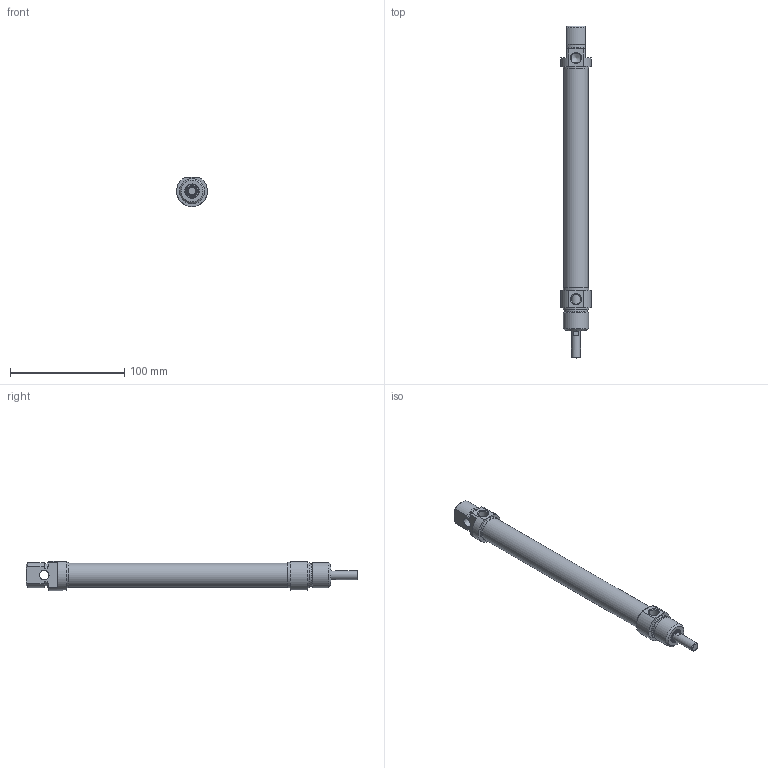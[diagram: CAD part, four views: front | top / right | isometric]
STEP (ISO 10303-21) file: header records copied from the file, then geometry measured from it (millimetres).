
FILE_DESCRIPTION((''),'2;1');
FILE_NAME('ZDM020.160.GS.M.stp','2014-07-22T12:05:49',('carlo.corazza'),(''),'Autodesk Inventor 2012','Autodesk Inventor 2012','');
FILE_SCHEMA(('AUTOMOTIVE_DESIGN { 1 0 10303 214 1 1 1 1 }'));
Length unit declared in the file: millimetre
Products named in the file (5): ZDM020..GS.M; TP; CORPO-160; STELO-160; TA
Assembly tree (4 placements, depth 2):
  ZDM020..GS.M
    TP
    CORPO-160
    STELO-160
    TA
Bounding box: 26.95 x 291 x 25.5 mm (x, y, z)
Volume: 48093.2 mm3; surface area: 40578.3 mm2
Topology: 4 solids, 4 shells, 100 faces, 206 edges, 131 vertices
Faces by surface type: plane 38, cylinder 28, cone 26, torus 8
Full cylindrical faces by diameter (mm): 6 x1, 7.9 x1, 8 x2, 8.5 x1, 8.566 x2, 9.1 x1, 12 x1, 12.1 x1, 14.1 x1, 14.2 x1, 19.7 x1, 20 x1, 21.27 x1, 22 x2, 22.2 x2
Entity records: 2602 total; most frequent: CARTESIAN_POINT 464, DIRECTION 448, ORIENTED_EDGE 298, AXIS2_PLACEMENT_3D 202, EDGE_LOOP 168, EDGE_CURVE 149, VERTEX_POINT 121, FACE_OUTER_BOUND 100
